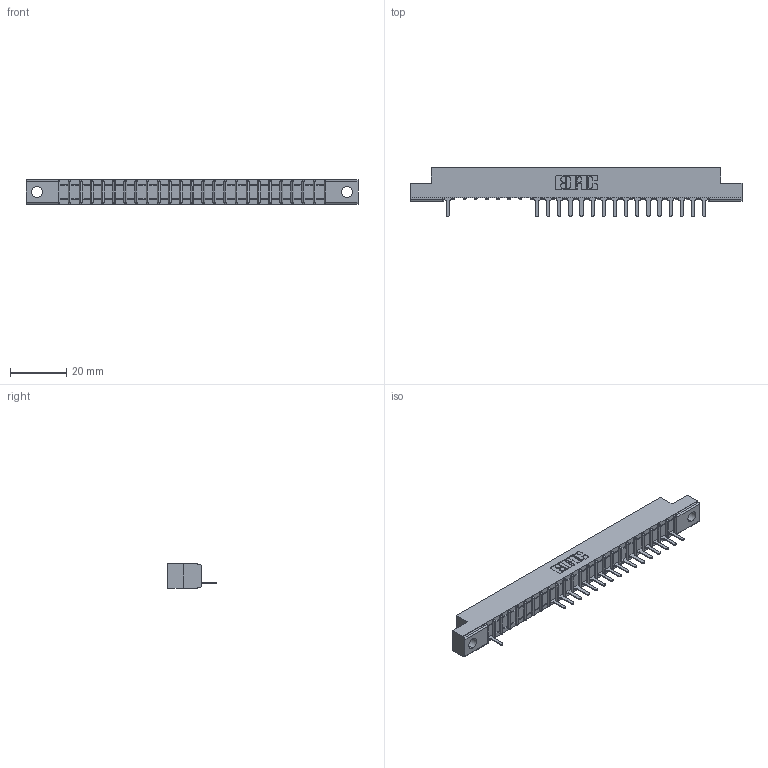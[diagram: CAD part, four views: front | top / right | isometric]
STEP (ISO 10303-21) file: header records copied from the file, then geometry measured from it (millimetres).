
FILE_DESCRIPTION (( 'STEP AP203' ), '1' );
FILE_NAME ('307-024-525-104.STEP', '2018-08-04T05:48:41', ( '' ), ( '' ), 'SwSTEP 2.0', 'SolidWorks 2016', '' );
FILE_SCHEMA (( 'CONFIG_CONTROL_DESIGN' ));
Length unit declared in the file: inch
Products named in the file (3): 307 Part_.156 Dia Mounting Holes; 307-290-001_525; 307-024-525-104
Assembly tree (18 placements, depth 2):
  307-024-525-104
    307 Part_.156 Dia Mounting Holes
    307-290-001_525  x17
Bounding box: 118.11 x 17.42 x 8.71 mm (x, y, z)
Volume: 7231.3 mm3; surface area: 10446.5 mm2
Topology: 18 solids, 18 shells, 1249 faces, 3561 edges, 2282 vertices
Faces by surface type: plane 797, cylinder 402, sphere 50
Entity records: 22956 total; most frequent: CARTESIAN_POINT 3895, ORIENTED_EDGE 3886, DIRECTION 3783, EDGE_CURVE 1943, VECTOR 1491, LINE 1491, VERTEX_POINT 1258, AXIS2_PLACEMENT_3D 1146
